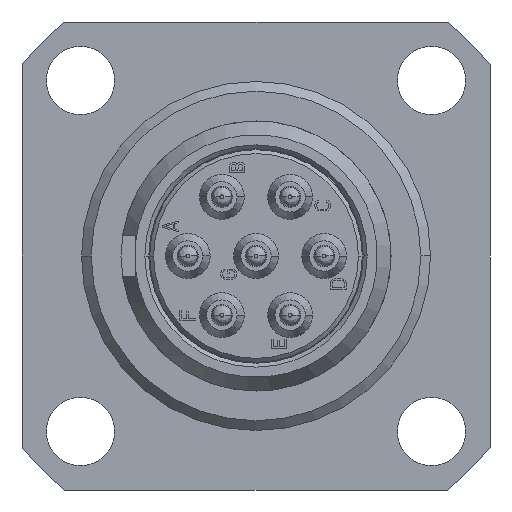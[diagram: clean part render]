
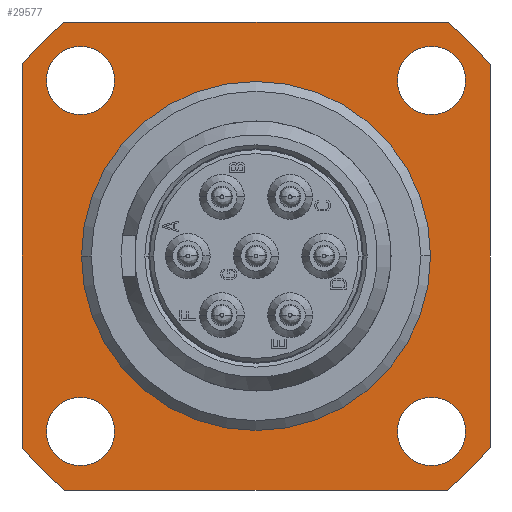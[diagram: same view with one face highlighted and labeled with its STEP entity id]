
A CAD part, left-side view. The second image highlights one B-rep face of the part: STEP entity #29577.
In plain terms, the highlighted planar face has unit normal (-1, 0, 0).
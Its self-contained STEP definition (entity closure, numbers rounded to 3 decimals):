
#5475=DIRECTION('',(0.,1.,0.));
#5476=VECTOR('',#5475,19.621);
#5477=CARTESIAN_POINT('',(0.7,-9.811,12.));
#5478=LINE('17000',#5477,#5476);
#5487=CARTESIAN_POINT('',(0.7,0.,0.));
#5488=DIRECTION('',(1.,0.,0.));
#5489=DIRECTION('',(0.,-0.633,0.774));
#5490=AXIS2_PLACEMENT_3D('',#5487,#5488,#5489);
#5492=CARTESIAN_POINT('',(0.7,0.,0.));
#5493=DIRECTION('',(1.,0.,0.));
#5494=DIRECTION('',(0.,-0.774,-0.633));
#5495=AXIS2_PLACEMENT_3D('',#5492,#5493,#5494);
#5497=CARTESIAN_POINT('',(0.7,0.,0.));
#5498=DIRECTION('',(1.,0.,0.));
#5499=DIRECTION('',(0.,0.633,-0.774));
#5500=AXIS2_PLACEMENT_3D('',#5497,#5498,#5499);
#5502=CARTESIAN_POINT('',(0.7,0.,0.));
#5503=DIRECTION('',(1.,0.,0.));
#5504=DIRECTION('',(0.,0.774,0.633));
#5505=AXIS2_PLACEMENT_3D('',#5502,#5503,#5504);
#5507=CARTESIAN_POINT('',(0.7,9.,9.));
#5508=DIRECTION('',(-1.,0.,0.));
#5509=DIRECTION('',(0.,0.,-1.));
#5510=AXIS2_PLACEMENT_3D('',#5507,#5508,#5509);
#5512=CARTESIAN_POINT('',(0.7,9.,9.));
#5513=DIRECTION('',(-1.,0.,0.));
#5514=DIRECTION('',(0.,0.,1.));
#5515=AXIS2_PLACEMENT_3D('',#5512,#5513,#5514);
#5517=CARTESIAN_POINT('',(0.7,-9.,-9.));
#5518=DIRECTION('',(-1.,0.,0.));
#5519=DIRECTION('',(0.,0.,-1.));
#5520=AXIS2_PLACEMENT_3D('',#5517,#5518,#5519);
#5522=CARTESIAN_POINT('',(0.7,-9.,-9.));
#5523=DIRECTION('',(-1.,0.,0.));
#5524=DIRECTION('',(0.,0.,1.));
#5525=AXIS2_PLACEMENT_3D('',#5522,#5523,#5524);
#5527=CARTESIAN_POINT('',(0.7,-9.,9.));
#5528=DIRECTION('',(-1.,0.,0.));
#5529=DIRECTION('',(0.,0.,-1.));
#5530=AXIS2_PLACEMENT_3D('',#5527,#5528,#5529);
#5532=CARTESIAN_POINT('',(0.7,-9.,9.));
#5533=DIRECTION('',(-1.,0.,0.));
#5534=DIRECTION('',(0.,0.,1.));
#5535=AXIS2_PLACEMENT_3D('',#5532,#5533,#5534);
#5537=CARTESIAN_POINT('',(0.7,0.,0.));
#5538=DIRECTION('',(-1.,0.,0.));
#5539=DIRECTION('',(0.,-1.,0.));
#5540=AXIS2_PLACEMENT_3D('',#5537,#5538,#5539);
#5542=CARTESIAN_POINT('',(0.7,0.,0.));
#5543=DIRECTION('',(-1.,0.,0.));
#5544=DIRECTION('',(0.,1.,0.));
#5545=AXIS2_PLACEMENT_3D('',#5542,#5543,#5544);
#5547=CARTESIAN_POINT('',(0.7,9.,-9.));
#5548=DIRECTION('',(-1.,0.,0.));
#5549=DIRECTION('',(0.,0.,-1.));
#5550=AXIS2_PLACEMENT_3D('',#5547,#5548,#5549);
#5552=CARTESIAN_POINT('',(0.7,9.,-9.));
#5553=DIRECTION('',(-1.,0.,0.));
#5554=DIRECTION('',(0.,0.,1.));
#5555=AXIS2_PLACEMENT_3D('',#5552,#5553,#5554);
#5561=DIRECTION('',(0.,0.,1.));
#5562=VECTOR('',#5561,19.621);
#5563=CARTESIAN_POINT('',(0.7,-12.,-9.811));
#5564=LINE('17006',#5563,#5562);
#5577=DIRECTION('',(0.,-1.,0.));
#5578=VECTOR('',#5577,19.621);
#5579=CARTESIAN_POINT('',(0.7,9.811,-12.));
#5580=LINE('17004',#5579,#5578);
#5593=DIRECTION('',(0.,0.,-1.));
#5594=VECTOR('',#5593,19.621);
#5595=CARTESIAN_POINT('',(0.7,12.,9.811));
#5596=LINE('17002',#5595,#5594);
#15191=CARTESIAN_POINT('',(0.7,-9.,7.25));
#15192=VERTEX_POINT('',#15191);
#15193=CARTESIAN_POINT('',(0.7,-9.,10.75));
#15194=VERTEX_POINT('',#15193);
#15195=CARTESIAN_POINT('',(0.7,-9.811,12.));
#15196=CARTESIAN_POINT('',(0.7,9.811,12.));
#15197=VERTEX_POINT('',#15195);
#15198=VERTEX_POINT('',#15196);
#15199=CARTESIAN_POINT('',(0.7,12.,9.811));
#15200=VERTEX_POINT('',#15199);
#15201=CARTESIAN_POINT('',(0.7,12.,-9.811));
#15202=VERTEX_POINT('',#15201);
#15203=CARTESIAN_POINT('',(0.7,9.811,-12.));
#15204=VERTEX_POINT('',#15203);
#15205=CARTESIAN_POINT('',(0.7,-9.811,-12.));
#15206=VERTEX_POINT('',#15205);
#15207=CARTESIAN_POINT('',(0.7,-12.,-9.811));
#15208=VERTEX_POINT('',#15207);
#15209=CARTESIAN_POINT('',(0.7,-12.,9.811));
#15210=VERTEX_POINT('',#15209);
#15211=CARTESIAN_POINT('',(0.7,9.,7.25));
#15212=CARTESIAN_POINT('',(0.7,9.,10.75));
#15213=VERTEX_POINT('',#15211);
#15214=VERTEX_POINT('',#15212);
#15215=CARTESIAN_POINT('',(0.7,-9.,-10.75));
#15216=CARTESIAN_POINT('',(0.7,-9.,-7.25));
#15217=VERTEX_POINT('',#15215);
#15218=VERTEX_POINT('',#15216);
#15219=CARTESIAN_POINT('',(0.7,-8.95,0.));
#15220=CARTESIAN_POINT('',(0.7,8.95,0.));
#15221=VERTEX_POINT('',#15219);
#15222=VERTEX_POINT('',#15220);
#15223=CARTESIAN_POINT('',(0.7,9.,-10.75));
#15224=CARTESIAN_POINT('',(0.7,9.,-7.25));
#15225=VERTEX_POINT('',#15223);
#15226=VERTEX_POINT('',#15224);
#29526=CARTESIAN_POINT('',(0.7,0.,0.));
#29527=DIRECTION('',(1.,0.,0.));
#29528=DIRECTION('',(0.,0.,-1.));
#29529=AXIS2_PLACEMENT_3D('',#29526,#29527,#29528);
#29530=PLANE('280',#29529);
#29531=ORIENTED_EDGE('280',*,*,#29491,.F.);
#29532=ORIENTED_EDGE('280',*,*,#29510,.T.);
#29534=ORIENTED_EDGE('280',*,*,#29533,.F.);
#29536=ORIENTED_EDGE('280',*,*,#29535,.T.);
#29538=ORIENTED_EDGE('280',*,*,#29537,.F.);
#29540=ORIENTED_EDGE('280',*,*,#29539,.T.);
#29542=ORIENTED_EDGE('280',*,*,#29541,.F.);
#29544=ORIENTED_EDGE('280',*,*,#29543,.T.);
#29545=EDGE_LOOP('280',(#29531,#29532,#29534,#29536,#29538,#29540,#29542,
#29544));
#29546=FACE_OUTER_BOUND('280',#29545,.F.);
#29548=ORIENTED_EDGE('280',*,*,#29547,.T.);
#29550=ORIENTED_EDGE('280',*,*,#29549,.T.);
#29551=EDGE_LOOP('280',(#29548,#29550));
#29552=FACE_BOUND('280',#29551,.F.);
#29554=ORIENTED_EDGE('280',*,*,#29553,.T.);
#29556=ORIENTED_EDGE('280',*,*,#29555,.T.);
#29557=EDGE_LOOP('280',(#29554,#29556));
#29558=FACE_BOUND('280',#29557,.F.);
#29560=ORIENTED_EDGE('280',*,*,#29559,.T.);
#29562=ORIENTED_EDGE('280',*,*,#29561,.T.);
#29563=EDGE_LOOP('280',(#29560,#29562));
#29564=FACE_BOUND('280',#29563,.F.);
#29566=ORIENTED_EDGE('280',*,*,#29565,.T.);
#29568=ORIENTED_EDGE('280',*,*,#29567,.T.);
#29569=EDGE_LOOP('280',(#29566,#29568));
#29570=FACE_BOUND('280',#29569,.F.);
#29572=ORIENTED_EDGE('280',*,*,#29571,.T.);
#29574=ORIENTED_EDGE('280',*,*,#29573,.T.);
#29575=EDGE_LOOP('280',(#29572,#29574));
#29576=FACE_BOUND('280',#29575,.F.);
#5491=CIRCLE('17007',#5490,15.5);
#5496=CIRCLE('17005',#5495,15.5);
#5501=CIRCLE('17003',#5500,15.5);
#5506=CIRCLE('17001',#5505,15.5);
#5511=CIRCLE('17008',#5510,1.75);
#5516=CIRCLE('17009',#5515,1.75);
#5521=CIRCLE('17010',#5520,1.75);
#5526=CIRCLE('17011',#5525,1.75);
#5531=CIRCLE('16997',#5530,1.75);
#5536=CIRCLE('16999',#5535,1.75);
#5541=CIRCLE('17012',#5540,8.95);
#5546=CIRCLE('17013',#5545,8.95);
#5551=CIRCLE('17014',#5550,1.75);
#5556=CIRCLE('17015',#5555,1.75);
#29491=EDGE_CURVE('17000',#15197,#15198,#5478,.T.);
#29510=EDGE_CURVE('17007',#15197,#15210,#5491,.T.);
#29533=EDGE_CURVE('280',#15208,#15210,#5564,.T.);
#29535=EDGE_CURVE('280',#15208,#15206,#5496,.T.);
#29537=EDGE_CURVE('280',#15204,#15206,#5580,.T.);
#29539=EDGE_CURVE('280',#15204,#15202,#5501,.T.);
#29541=EDGE_CURVE('280',#15200,#15202,#5596,.T.);
#29543=EDGE_CURVE('280',#15200,#15198,#5506,.T.);
#29547=EDGE_CURVE('280',#15213,#15214,#5511,.T.);
#29549=EDGE_CURVE('280',#15214,#15213,#5516,.T.);
#29553=EDGE_CURVE('280',#15217,#15218,#5521,.T.);
#29555=EDGE_CURVE('280',#15218,#15217,#5526,.T.);
#29559=EDGE_CURVE('280',#15192,#15194,#5531,.T.);
#29561=EDGE_CURVE('280',#15194,#15192,#5536,.T.);
#29565=EDGE_CURVE('280',#15221,#15222,#5541,.T.);
#29567=EDGE_CURVE('280',#15222,#15221,#5546,.T.);
#29571=EDGE_CURVE('280',#15225,#15226,#5551,.T.);
#29573=EDGE_CURVE('280',#15226,#15225,#5556,.T.);
#29577=ADVANCED_FACE('280',(#29546,#29552,#29558,#29564,#29570,#29576),#29530,
.F.);
